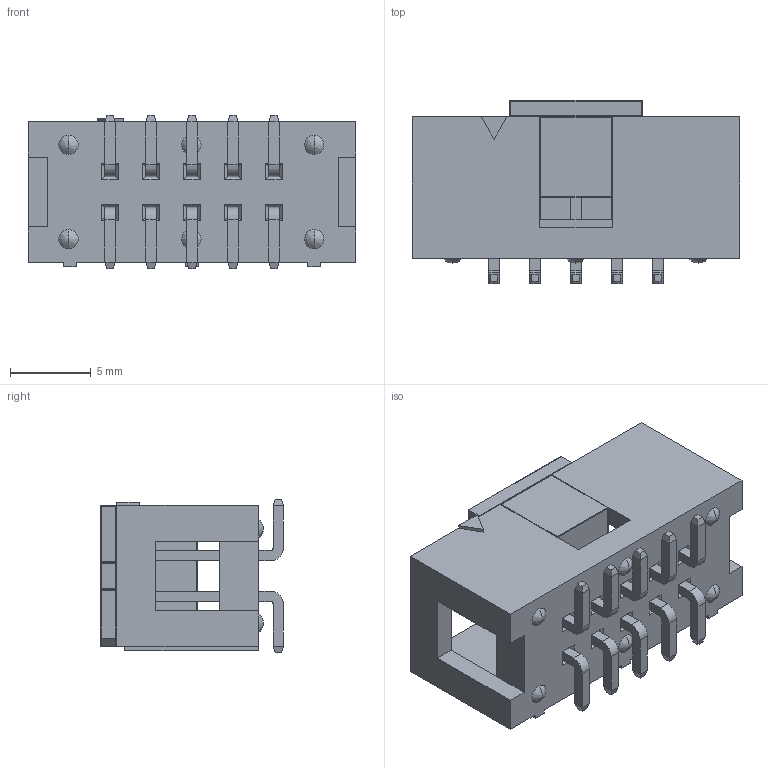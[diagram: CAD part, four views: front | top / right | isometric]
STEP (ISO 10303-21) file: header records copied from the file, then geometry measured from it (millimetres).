
FILE_DESCRIPTION (( 'STEP AP214' ), '1' );
FILE_NAME ('3020-10-0300-00-TR.STEP', '2025-05-06T05:55:24', ( '' ), ( '' ), 'SwSTEP 2.0', 'SolidWorks 2024', '' );
FILE_SCHEMA (( 'AUTOMOTIVE_DESIGN' ));
Length unit declared in the file: millimetre
Products named in the file (3): 802B-0.64G; 801-2316-10; 3020-10-0300-00-TR
Assembly tree (11 placements, depth 2):
  3020-10-0300-00-TR
    801-2316-10
    802B-0.64G  x10
Bounding box: 20.32 x 11.34 x 9.5 mm (x, y, z)
Volume: 1015.2 mm3; surface area: 1825.4 mm2
Topology: 13 solids, 13 shells, 401 faces, 950 edges, 546 vertices
Faces by surface type: plane 302, cylinder 61, sphere 22, bspline 12, torus 4
Entity records: 8671 total; most frequent: CARTESIAN_POINT 1328, DIRECTION 1149, ORIENTED_EDGE 1118, EDGE_CURVE 559, VECTOR 447, LINE 447, AXIS2_PLACEMENT_3D 351, VERTEX_POINT 330
